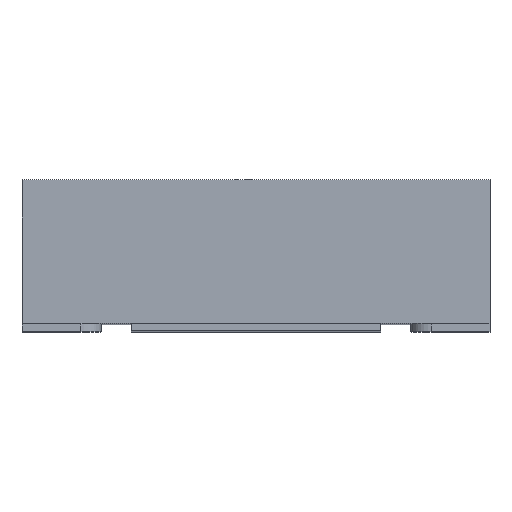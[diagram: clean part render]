
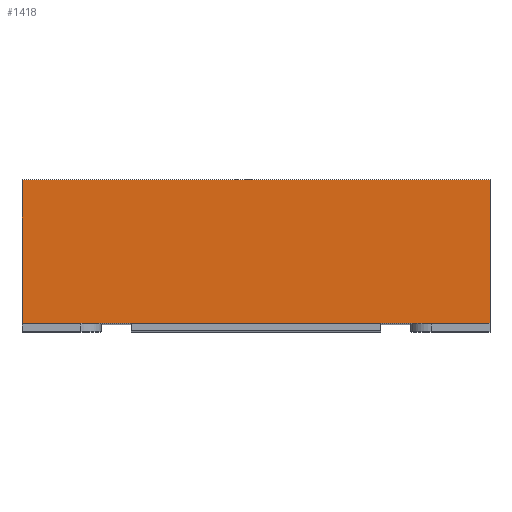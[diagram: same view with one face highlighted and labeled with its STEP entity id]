
A CAD part, top view. The second image highlights one B-rep face of the part: STEP entity #1418.
In plain terms, the highlighted planar face has unit normal (0, 0, 1).
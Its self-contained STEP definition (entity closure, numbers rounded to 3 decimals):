
#130 = VERTEX_POINT('',#131);
#131 = CARTESIAN_POINT('',(1.55,1.,2.55));
#137 = EDGE_CURVE('',#138,#130,#140,.T.);
#138 = VERTEX_POINT('',#139);
#139 = CARTESIAN_POINT('',(1.55,0.05,2.55));
#140 = LINE('',#141,#142);
#141 = CARTESIAN_POINT('',(1.55,0.,2.55));
#142 = VECTOR('',#143,1.);
#143 = DIRECTION('',(0.,1.,0.));
#681 = VERTEX_POINT('',#682);
#682 = CARTESIAN_POINT('',(-1.55,0.05,2.55));
#688 = EDGE_CURVE('',#138,#681,#689,.T.);
#689 = LINE('',#690,#691);
#690 = CARTESIAN_POINT('',(1.55,0.05,2.55));
#691 = VECTOR('',#692,1.);
#692 = DIRECTION('',(-1.,0.,0.));
#1418 = ADVANCED_FACE('',(#1419),#1437,.T.);
#1419 = FACE_BOUND('',#1420,.T.);
#1420 = EDGE_LOOP('',(#1421,#1422,#1423,#1431));
#1421 = ORIENTED_EDGE('',*,*,#688,.F.);
#1422 = ORIENTED_EDGE('',*,*,#137,.T.);
#1423 = ORIENTED_EDGE('',*,*,#1424,.T.);
#1424 = EDGE_CURVE('',#130,#1425,#1427,.T.);
#1425 = VERTEX_POINT('',#1426);
#1426 = CARTESIAN_POINT('',(-1.55,1.,2.55));
#1427 = LINE('',#1428,#1429);
#1428 = CARTESIAN_POINT('',(1.55,1.,2.55));
#1429 = VECTOR('',#1430,1.);
#1430 = DIRECTION('',(-1.,0.,0.));
#1431 = ORIENTED_EDGE('',*,*,#1432,.F.);
#1432 = EDGE_CURVE('',#681,#1425,#1433,.T.);
#1433 = LINE('',#1434,#1435);
#1434 = CARTESIAN_POINT('',(-1.55,0.,2.55));
#1435 = VECTOR('',#1436,1.);
#1436 = DIRECTION('',(0.,1.,0.));
#1437 = PLANE('',#1438);
#1438 = AXIS2_PLACEMENT_3D('',#1439,#1440,#1441);
#1439 = CARTESIAN_POINT('',(1.55,0.,2.55));
#1440 = DIRECTION('',(0.,0.,1.));
#1441 = DIRECTION('',(-1.,0.,0.));
